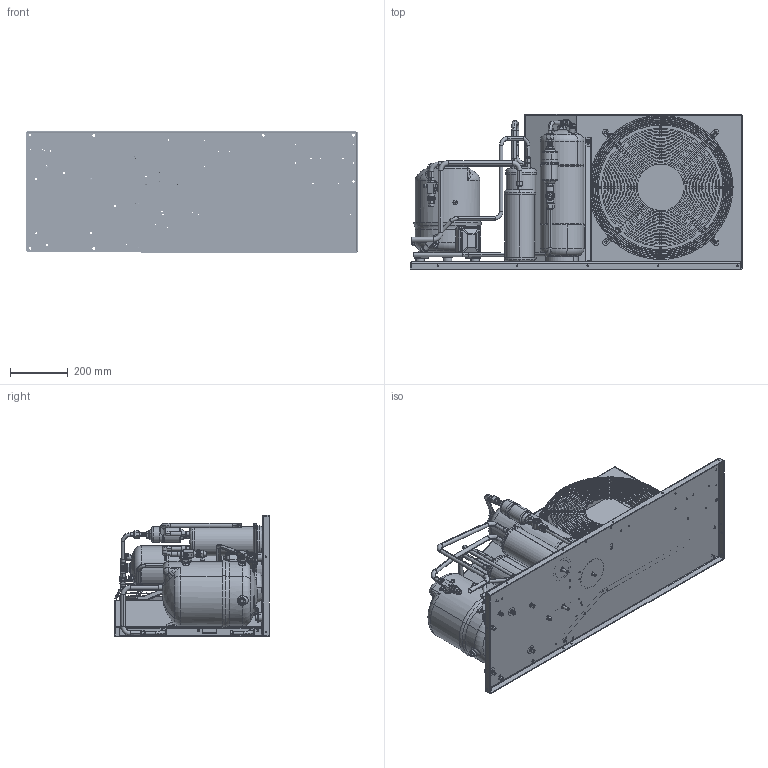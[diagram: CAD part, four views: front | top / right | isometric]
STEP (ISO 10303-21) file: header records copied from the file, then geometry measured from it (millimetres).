
FILE_DESCRIPTION (( 'STEP AP214' ), '1' );
FILE_NAME ('HJM032D.STEP', '2016-02-05T16:03:14', ( '' ), ( '' ), 'SwSTEP 2.0', 'SolidWorks 2014', '' );
FILE_SCHEMA (( 'AUTOMOTIVE_DESIGN' ));
Length unit declared in the file: millimetre
Products named in the file (23): 191U135720; 191U138308 450MM; 191U124407-Lateral; 191U007710; 191U124407-Coifa_SUPORTE MOTOR CHINES; 191U172847; 191U129417; 191U159237; 191U154327; HJM032D; 6804502V09 - VALV SERV V09_STANDART; 191U165547; 118U601108; 191U165525; 014-0075; 023Z8041; 191U154337; 6804501V06 - VALV SERV V06_STANDART; 191U006110; COMPRESSOR DANFOSS MODELO MT18-40; 191U123150; 191U124407; 021F0137
Assembly tree (23 placements, depth 4):
  HJM032D
    191U129417
    191U124407
      191U124407-Coifa_SUPORTE MOTOR CHINES
      191U124407-Lateral
      191U135720
        191U138308 450MM
      021F0137
    191U123150
    COMPRESSOR DANFOSS MODELO MT18-40
    191U006110
    6804501V06 - VALV SERV V06_STANDART  x2
    191U154337
    023Z8041
    014-0075
    191U165525
    118U601108
    191U165547
    6804502V09 - VALV SERV V09_STANDART
    191U154327
    191U159237
    191U172847
    191U007710
Bounding box: 1151.5 x 538.8 x 421.5 mm (x, y, z)
Volume: 15851280.5 mm3; surface area: 4794227.3 mm2
Topology: 95 solids, 119 shells, 3094 faces, 7658 edges, 4796 vertices
Faces by surface type: cylinder 1377, plane 951, torus 329, cone 282, bspline 151, sphere 4
Entity records: 125914 total; most frequent: CARTESIAN_POINT 41790, DIRECTION 15069, ORIENTED_EDGE 13954, EDGE_CURVE 7044, AXIS2_PLACEMENT_3D 6018, VERTEX_POINT 4411, EDGE_LOOP 3283, CIRCLE 3275
